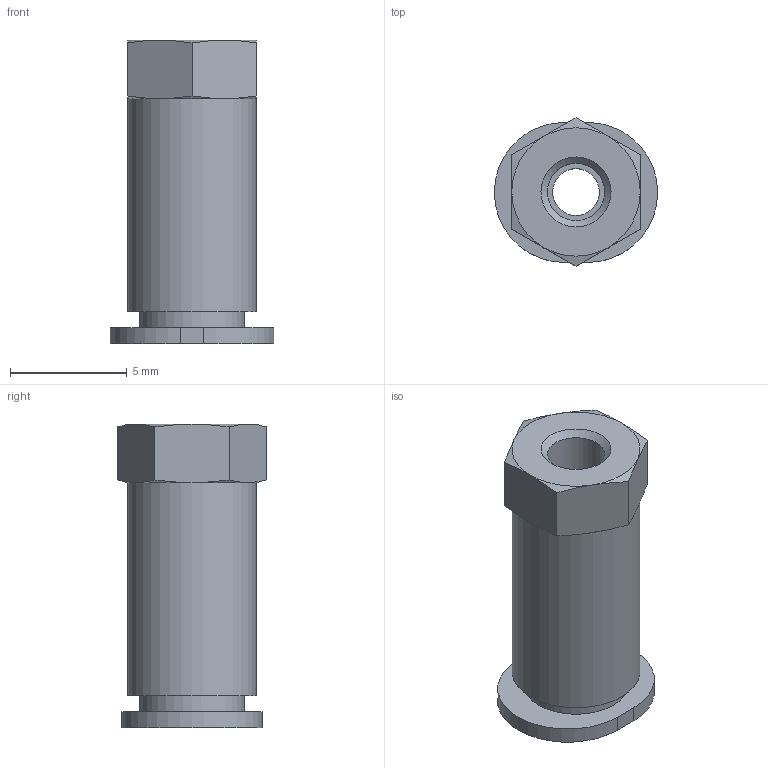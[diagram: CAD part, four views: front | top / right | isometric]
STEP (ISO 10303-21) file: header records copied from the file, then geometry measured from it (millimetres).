
FILE_DESCRIPTION(/* description */ ('STEP AP214'),/* implementation_level */ '2;1');
FILE_NAME(/* name */ '153308_QSMF-M3-3',/* time_stamp */ '2024-09-14T12:21:52+02:00',/* author */ ('License CC BY-ND 4.0'),/* organization */ ('CADENAS'),/* preprocessor_version */ 'ST-DEVELOPER v19.3',/* originating_system */ 'PARTsolutions',/* authorisation */ ' ');
FILE_SCHEMA (('AUTOMOTIVE_DESIGN {1 0 10303 214 3 1 1}'));
Length unit declared in the file: millimetre
Products named in the file (1): 153308 QSMF-M3-3
Bounding box: 7 x 6.35 x 13 mm (x, y, z)
Volume: 235.3 mm3; surface area: 424 mm2
Topology: 1 solids, 1 shells, 34 faces, 71 edges, 43 vertices
Faces by surface type: plane 14, cone 13, cylinder 7
Full cylindrical faces by diameter (mm): 2 x1, 2.459 x1, 3 x1, 4.5 x1, 5.5 x1
Entity records: 916 total; most frequent: CARTESIAN_POINT 213, DIRECTION 136, ORIENTED_EDGE 128, EDGE_CURVE 64, AXIS2_PLACEMENT_3D 61, EDGE_LOOP 46, FACE_BOUND 46, VERTEX_POINT 42
